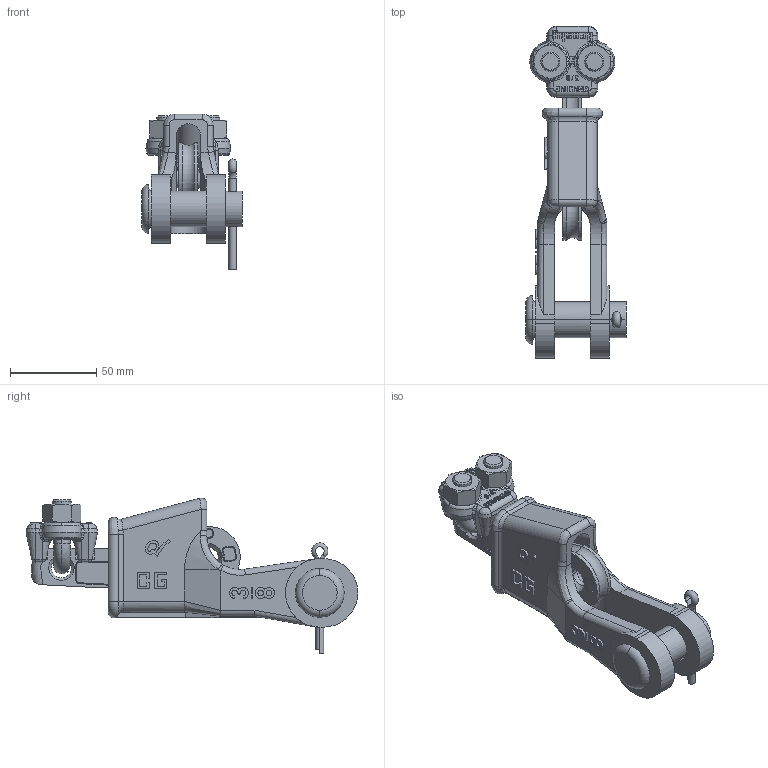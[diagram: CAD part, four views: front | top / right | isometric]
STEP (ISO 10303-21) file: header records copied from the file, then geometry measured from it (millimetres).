
FILE_DESCRIPTION((''),'2;1');
FILE_NAME('CROSBY_421T_038_1035000','2005-02-28T',('ADoughty'),('The Crosby Group, Inc.'),'PRO/ENGINEER BY PARAMETRIC TECHNOLOGY CORPORATION, 2004090','PRO/ENGINEER BY PARAMETRIC TECHNOLOGY CORPORATION, 2004090','');
FILE_SCHEMA(('CONFIG_CONTROL_DESIGN'));
Length unit declared in the file: inch
Products named in the file (1): CROSBY_421T_038_1035000
Bounding box: 58.04 x 192.02 x 90.17 mm (x, y, z)
Volume: 190879.6 mm3; surface area: 60318.1 mm2
Topology: 5 solids, 5 shells, 749 faces, 1900 edges, 1175 vertices
Faces by surface type: plane 306, cylinder 164, bspline 94, torus 84, cone 50, extrusion 43, sphere 8
Entity records: 29530 total; most frequent: CARTESIAN_POINT 12255, ORIENTED_EDGE 3784, DIRECTION 3314, EDGE_CURVE 1892, AXIS2_PLACEMENT_3D 1181, VERTEX_POINT 1175, VECTOR 952, LINE 909
